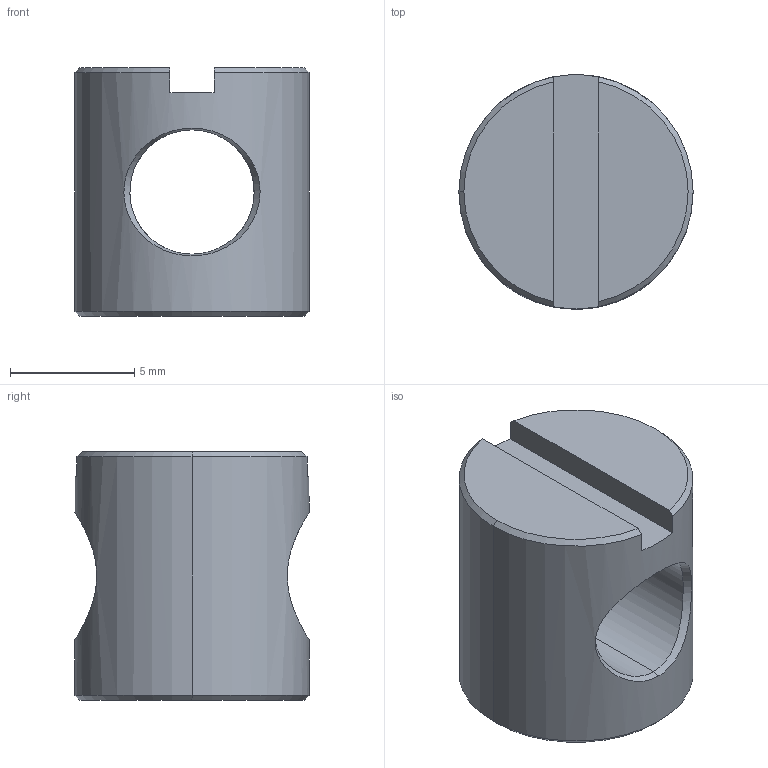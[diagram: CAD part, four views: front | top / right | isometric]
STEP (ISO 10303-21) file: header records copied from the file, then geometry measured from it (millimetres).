
FILE_DESCRIPTION (( 'STEP AP214' ), '1' );
FILE_NAME ('BK4012_5012.STEP', '2025-04-11T16:45:36', ( '' ), ( '' ), 'SwSTEP 2.0', 'SolidWorks 2023', '' );
FILE_SCHEMA (( 'AUTOMOTIVE_DESIGN' ));
Length unit declared in the file: millimetre
Products named in the file (1): BK4012_5012
Bounding box: 9.42 x 9.42 x 10 mm (x, y, z)
Volume: 500.3 mm3; surface area: 534.3 mm2
Topology: 1 solids, 1 shells, 19 faces, 46 edges, 29 vertices
Faces by surface type: plane 6, cone 5, bspline 4, cylinder 4
Entity records: 3718 total; most frequent: CARTESIAN_POINT 3281, ORIENTED_EDGE 92, DIRECTION 73, EDGE_CURVE 46, AXIS2_PLACEMENT_3D 29, VERTEX_POINT 29, EDGE_LOOP 21, ADVANCED_FACE 19
